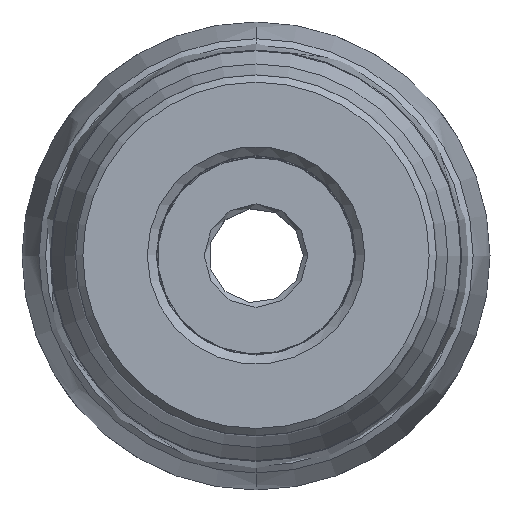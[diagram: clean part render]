
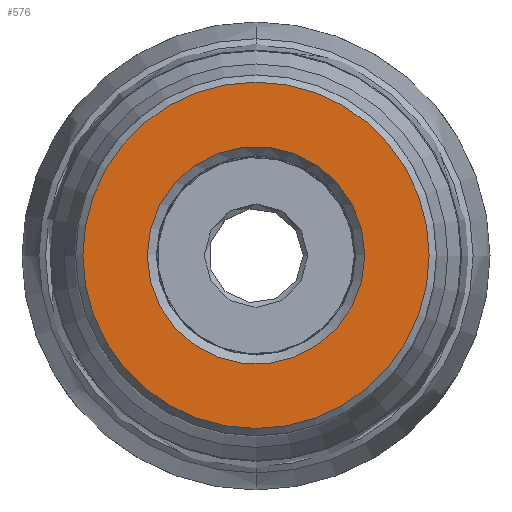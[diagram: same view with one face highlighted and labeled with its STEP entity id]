
A CAD part, top view. The second image highlights one B-rep face of the part: STEP entity #576.
In plain terms, the highlighted face is planar.
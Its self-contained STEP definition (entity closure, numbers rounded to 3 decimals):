
#19 = FACE_OUTER_BOUND ( 'NONE', #937, .T. ) ;
#227 = CIRCLE ( 'NONE', #1157, 19.2 ) ;
#475 = FACE_BOUND ( 'NONE', #1550, .T. ) ;
#576 = ADVANCED_FACE ( 'NONE', ( #19, #475 ), #2736, .F. ) ;
#672 = CARTESIAN_POINT ( 'NONE',  ( -6.881, -17.925, -45. ) ) ;
#768 = VERTEX_POINT ( 'NONE', #2556 ) ;
#820 = DIRECTION ( 'NONE',  ( 1., 0., 0. ) ) ;
#853 = AXIS2_PLACEMENT_3D ( 'NONE', #973, #2617, #1068 ) ;
#937 = EDGE_LOOP ( 'NONE', ( #1434 ) ) ;
#960 = CIRCLE ( 'NONE', #853, 12.06 ) ;
#973 = CARTESIAN_POINT ( 'NONE',  ( 0., 0., -45. ) ) ;
#1068 = DIRECTION ( 'NONE',  ( 1., 0., 0. ) ) ;
#1146 = ORIENTED_EDGE ( 'NONE', *, *, #1321, .T. ) ;
#1157 = AXIS2_PLACEMENT_3D ( 'NONE', #2096, #1992, #820 ) ;
#1158 = DIRECTION ( 'NONE',  ( 0., 0., 1. ) ) ;
#1294 = VERTEX_POINT ( 'NONE', #2402 ) ;
#1321 = EDGE_CURVE ( 'NONE', #768, #768, #960, .T. ) ;
#1434 = ORIENTED_EDGE ( 'NONE', *, *, #1830, .F. ) ;
#1550 = EDGE_LOOP ( 'NONE', ( #1146 ) ) ;
#1830 = EDGE_CURVE ( 'NONE', #1294, #1294, #227, .T. ) ;
#1926 = DIRECTION ( 'NONE',  ( 1., 0., 0. ) ) ;
#1992 = DIRECTION ( 'NONE',  ( 0., 0., 1. ) ) ;
#2096 = CARTESIAN_POINT ( 'NONE',  ( 0., 0., -45. ) ) ;
#2402 = CARTESIAN_POINT ( 'NONE',  ( 19.2, 0., -45. ) ) ;
#2556 = CARTESIAN_POINT ( 'NONE',  ( 12.06, 0., -45. ) ) ;
#2617 = DIRECTION ( 'NONE',  ( 0., 0., 1. ) ) ;
#2736 = PLANE ( 'NONE',  #2829 ) ;
#2829 = AXIS2_PLACEMENT_3D ( 'NONE', #672, #1158, #1926 ) ;
